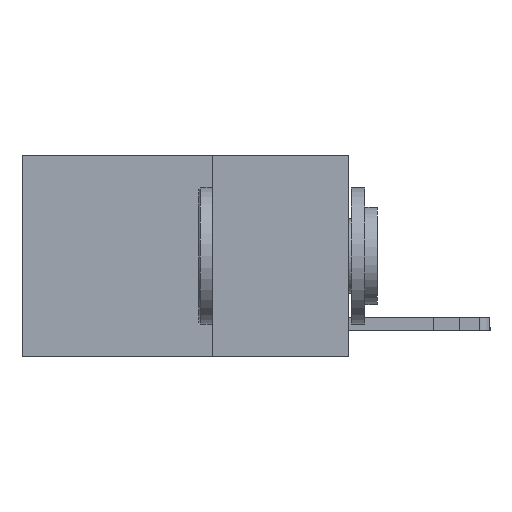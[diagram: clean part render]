
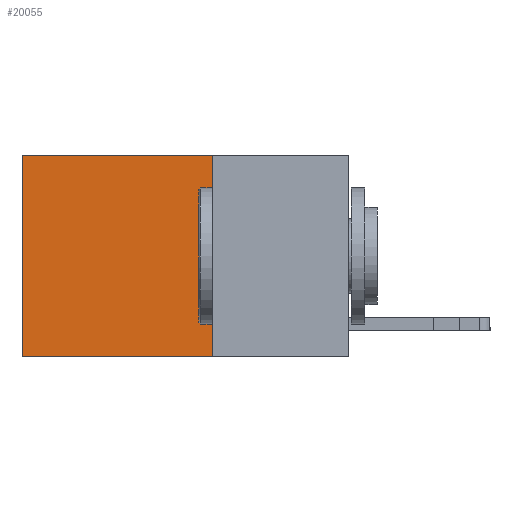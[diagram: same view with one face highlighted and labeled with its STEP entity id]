
A CAD part, left-side view. The second image highlights one B-rep face of the part: STEP entity #20055.
In plain terms, the highlighted planar face has unit normal (-1, 0, 0).
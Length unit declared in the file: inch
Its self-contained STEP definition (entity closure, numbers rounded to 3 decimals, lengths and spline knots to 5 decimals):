
#206 = EDGE_CURVE ( 'NONE', #7114, #17627, #10821, .T. ) ;
#1283 = ORIENTED_EDGE ( 'NONE', *, *, #4598, .T. ) ;
#2262 = CARTESIAN_POINT ( 'NONE',  ( 0.2625, 0.6, 0. ) ) ;
#2502 = EDGE_CURVE ( 'NONE', #17627, #17555, #13885, .T. ) ;
#2688 = VECTOR ( 'NONE', #20709, 39.37008 ) ;
#3223 = FACE_OUTER_BOUND ( 'NONE', #17334, .T. ) ;
#3759 = ORIENTED_EDGE ( 'NONE', *, *, #206, .F. ) ;
#4595 = CARTESIAN_POINT ( 'NONE',  ( 0.2625, 0.25, -0.37 ) ) ;
#4598 = EDGE_CURVE ( 'NONE', #7114, #20405, #13938, .T. ) ;
#5323 = ORIENTED_EDGE ( 'NONE', *, *, #2502, .F. ) ;
#5836 = CARTESIAN_POINT ( 'NONE',  ( 0.2625, 0.25, 0. ) ) ;
#5880 = VECTOR ( 'NONE', #20520, 39.37008 ) ;
#7114 = VERTEX_POINT ( 'NONE', #7953 ) ;
#7415 = DIRECTION ( 'NONE',  ( 0., 1., 0. ) ) ;
#7953 = CARTESIAN_POINT ( 'NONE',  ( 0.2625, 0.25, 0. ) ) ;
#8129 = CARTESIAN_POINT ( 'NONE',  ( 0.2625, 0.6, 0. ) ) ;
#8985 = DIRECTION ( 'NONE',  ( 0., 0., -1. ) ) ;
#9238 = CARTESIAN_POINT ( 'NONE',  ( 0.2625, 0.25, -0.37 ) ) ;
#10821 = LINE ( 'NONE', #17295, #18118 ) ;
#11418 = CARTESIAN_POINT ( 'NONE',  ( 0.2625, 0.25, 0. ) ) ;
#11519 = DIRECTION ( 'NONE',  ( 0., 0., -1. ) ) ;
#11625 = PLANE ( 'NONE',  #13369 ) ;
#13369 = AXIS2_PLACEMENT_3D ( 'NONE', #11418, #18733, #11519 ) ;
#13885 = LINE ( 'NONE', #9238, #19919 ) ;
#13938 = LINE ( 'NONE', #5836, #5880 ) ;
#15521 = LINE ( 'NONE', #2262, #2688 ) ;
#15556 = ORIENTED_EDGE ( 'NONE', *, *, #19836, .T. ) ;
#17295 = CARTESIAN_POINT ( 'NONE',  ( 0.2625, 0.25, 0. ) ) ;
#17334 = EDGE_LOOP ( 'NONE', ( #15556, #5323, #3759, #1283 ) ) ;
#17555 = VERTEX_POINT ( 'NONE', #17859 ) ;
#17627 = VERTEX_POINT ( 'NONE', #4595 ) ;
#17859 = CARTESIAN_POINT ( 'NONE',  ( 0.2625, 0.6, -0.37 ) ) ;
#18118 = VECTOR ( 'NONE', #8985, 39.37008 ) ;
#18733 = DIRECTION ( 'NONE',  ( 1., 0., 0. ) ) ;
#19836 = EDGE_CURVE ( 'NONE', #20405, #17555, #15521, .T. ) ;
#19919 = VECTOR ( 'NONE', #7415, 39.37008 ) ;
#20055 = ADVANCED_FACE ( 'NONE', ( #3223 ), #11625, .F. ) ;
#20405 = VERTEX_POINT ( 'NONE', #8129 ) ;
#20520 = DIRECTION ( 'NONE',  ( 0., 1., 0. ) ) ;
#20709 = DIRECTION ( 'NONE',  ( 0., 0., -1. ) ) ;
